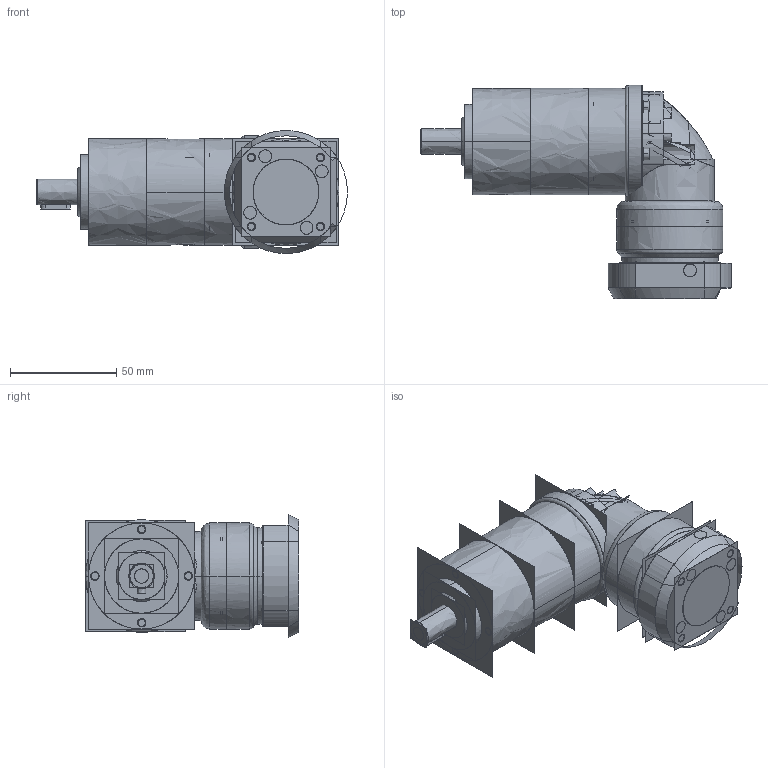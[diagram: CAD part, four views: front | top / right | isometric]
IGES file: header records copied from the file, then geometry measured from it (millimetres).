
Start section:  PTC IGES file: aer0502-p0403100302.igs
Global section: file name: aer0502-p0403100302.igs; native system: Pro/ENGINEER by Parametric Technology Corporation; preprocessor: 2006170; author: d00080; organization: Unknown; date: 20080903.161709; units: millimetre
Bounding box: 146.5 x 100.5 x 57.97 mm (x, y, z)
Surface area: 157515.6 mm2 (no closed solid volume)
Topology: 0 solids, 0 shells, 1040 faces, 6652 edges, 6580 vertices
Faces by surface type: bspline 1040
